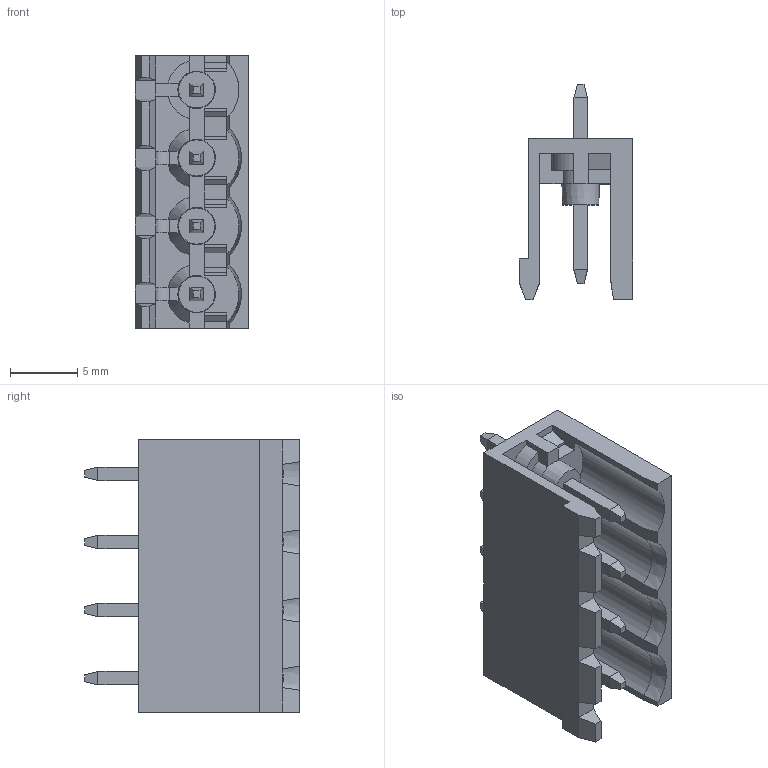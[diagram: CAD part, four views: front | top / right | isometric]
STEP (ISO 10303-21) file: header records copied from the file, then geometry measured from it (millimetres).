
FILE_DESCRIPTION((''),'2;1');
FILE_NAME('WJ2EDGV-508-4P','2017-03-16T',('QZY'),(''),'CREO PARAMETRIC BY PTC INC, 2014440','CREO PARAMETRIC BY PTC INC, 2014440','');
FILE_SCHEMA(('CONFIG_CONTROL_DESIGN'));
Length unit declared in the file: millimetre
Products named in the file (1): WJ2EDGV-508-4P
Bounding box: 8.5 x 16.03 x 20.32 mm (x, y, z)
Volume: 772.7 mm3; surface area: 1767.1 mm2
Topology: 1 solids, 1 shells, 348 faces, 911 edges, 565 vertices
Faces by surface type: plane 305, cylinder 18, cone 17, sphere 8
Entity records: 10454 total; most frequent: CARTESIAN_POINT 1907, ORIENTED_EDGE 1806, DIRECTION 1670, EDGE_CURVE 903, VECTOR 792, LINE 792, VERTEX_POINT 565, AXIS2_PLACEMENT_3D 439
